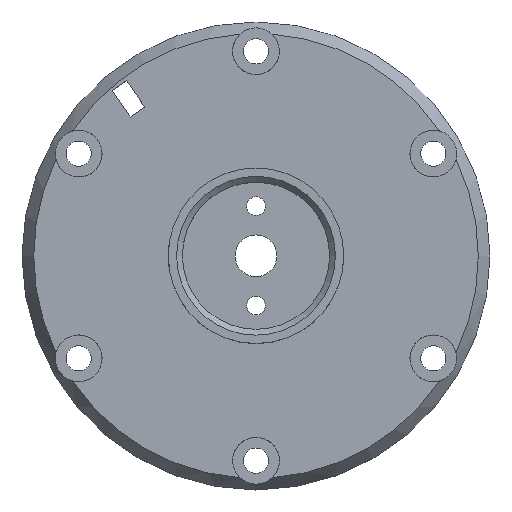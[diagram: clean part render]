
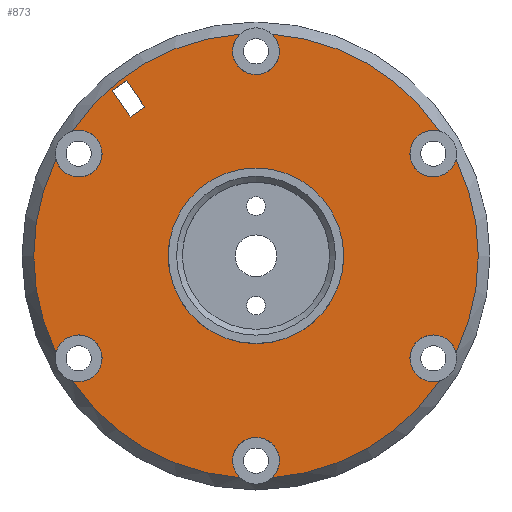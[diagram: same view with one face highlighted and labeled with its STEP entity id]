
A CAD part, top view. The second image highlights one B-rep face of the part: STEP entity #873.
In plain terms, the highlighted planar face has unit normal (0, 0, 1).
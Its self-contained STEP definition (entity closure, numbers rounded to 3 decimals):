
#26=FACE_BOUND('',#224,.T.);
#27=FACE_BOUND('',#225,.T.);
#73=CIRCLE('',#965,15.);
#74=CIRCLE('',#966,15.);
#75=CIRCLE('',#968,38.);
#78=CIRCLE('',#971,38.);
#79=CIRCLE('',#972,38.);
#80=CIRCLE('',#973,38.);
#81=CIRCLE('',#974,38.);
#82=CIRCLE('',#975,38.);
#83=CIRCLE('',#976,38.);
#84=CIRCLE('',#978,4.);
#87=CIRCLE('',#981,4.);
#88=CIRCLE('',#983,4.);
#91=CIRCLE('',#986,4.);
#92=CIRCLE('',#988,4.);
#93=CIRCLE('',#989,4.);
#94=CIRCLE('',#990,4.);
#95=CIRCLE('',#991,4.);
#96=CIRCLE('',#992,4.);
#97=CIRCLE('',#993,4.);
#98=CIRCLE('',#994,4.);
#99=CIRCLE('',#995,4.);
#135=PLANE('',#987);
#168=FACE_OUTER_BOUND('',#223,.T.);
#223=EDGE_LOOP('',(#710,#711,#712,#713,#714,#715,#716,#717,#718,#719,#720,
#721,#722,#723,#724,#725,#726,#727,#728));
#224=EDGE_LOOP('',(#729,#730,#731,#732));
#225=EDGE_LOOP('',(#733,#734));
#259=LINE('',#1407,#298);
#263=LINE('',#1415,#302);
#266=LINE('',#1421,#305);
#269=LINE('',#1426,#308);
#298=VECTOR('',#1043,10.);
#302=VECTOR('',#1049,10.);
#305=VECTOR('',#1054,10.);
#308=VECTOR('',#1059,10.);
#350=VERTEX_POINT('',#1405);
#351=VERTEX_POINT('',#1406);
#354=VERTEX_POINT('',#1414);
#356=VERTEX_POINT('',#1420);
#389=VERTEX_POINT('',#1518);
#390=VERTEX_POINT('',#1520);
#391=VERTEX_POINT('',#1524);
#392=VERTEX_POINT('',#1525);
#393=VERTEX_POINT('',#1544);
#396=VERTEX_POINT('',#1551);
#397=VERTEX_POINT('',#1553);
#398=VERTEX_POINT('',#1572);
#399=VERTEX_POINT('',#1574);
#400=VERTEX_POINT('',#1593);
#401=VERTEX_POINT('',#1595);
#402=VERTEX_POINT('',#1614);
#403=VERTEX_POINT('',#1616);
#404=VERTEX_POINT('',#1635);
#405=VERTEX_POINT('',#1637);
#406=VERTEX_POINT('',#1658);
#409=VERTEX_POINT('',#1667);
#412=VERTEX_POINT('',#1676);
#413=VERTEX_POINT('',#1679);
#414=VERTEX_POINT('',#1682);
#415=VERTEX_POINT('',#1685);
#443=EDGE_CURVE('',#350,#351,#259,.T.);
#447=EDGE_CURVE('',#351,#354,#263,.T.);
#450=EDGE_CURVE('',#354,#356,#266,.T.);
#453=EDGE_CURVE('',#356,#350,#269,.T.);
#498=EDGE_CURVE('',#390,#389,#73,.T.);
#499=EDGE_CURVE('',#389,#390,#74,.T.);
#501=EDGE_CURVE('',#391,#393,#75,.T.);
#505=EDGE_CURVE('',#393,#396,#78,.T.);
#507=EDGE_CURVE('',#397,#398,#79,.T.);
#509=EDGE_CURVE('',#399,#400,#80,.T.);
#511=EDGE_CURVE('',#401,#402,#81,.T.);
#513=EDGE_CURVE('',#403,#404,#82,.T.);
#515=EDGE_CURVE('',#405,#392,#83,.T.);
#516=EDGE_CURVE('',#406,#396,#84,.T.);
#520=EDGE_CURVE('',#397,#406,#87,.T.);
#521=EDGE_CURVE('',#409,#392,#88,.T.);
#525=EDGE_CURVE('',#391,#409,#91,.T.);
#526=EDGE_CURVE('',#405,#412,#92,.T.);
#527=EDGE_CURVE('',#412,#404,#93,.T.);
#528=EDGE_CURVE('',#403,#413,#94,.T.);
#529=EDGE_CURVE('',#413,#402,#95,.T.);
#530=EDGE_CURVE('',#401,#414,#96,.T.);
#531=EDGE_CURVE('',#414,#400,#97,.T.);
#532=EDGE_CURVE('',#399,#415,#98,.T.);
#533=EDGE_CURVE('',#415,#398,#99,.T.);
#710=ORIENTED_EDGE('',*,*,#507,.F.);
#711=ORIENTED_EDGE('',*,*,#520,.T.);
#712=ORIENTED_EDGE('',*,*,#516,.T.);
#713=ORIENTED_EDGE('',*,*,#505,.F.);
#714=ORIENTED_EDGE('',*,*,#501,.F.);
#715=ORIENTED_EDGE('',*,*,#525,.T.);
#716=ORIENTED_EDGE('',*,*,#521,.T.);
#717=ORIENTED_EDGE('',*,*,#515,.F.);
#718=ORIENTED_EDGE('',*,*,#526,.T.);
#719=ORIENTED_EDGE('',*,*,#527,.T.);
#720=ORIENTED_EDGE('',*,*,#513,.F.);
#721=ORIENTED_EDGE('',*,*,#528,.T.);
#722=ORIENTED_EDGE('',*,*,#529,.T.);
#723=ORIENTED_EDGE('',*,*,#511,.F.);
#724=ORIENTED_EDGE('',*,*,#530,.T.);
#725=ORIENTED_EDGE('',*,*,#531,.T.);
#726=ORIENTED_EDGE('',*,*,#509,.F.);
#727=ORIENTED_EDGE('',*,*,#532,.T.);
#728=ORIENTED_EDGE('',*,*,#533,.T.);
#729=ORIENTED_EDGE('',*,*,#450,.T.);
#730=ORIENTED_EDGE('',*,*,#453,.T.);
#731=ORIENTED_EDGE('',*,*,#443,.T.);
#732=ORIENTED_EDGE('',*,*,#447,.T.);
#733=ORIENTED_EDGE('',*,*,#498,.T.);
#734=ORIENTED_EDGE('',*,*,#499,.T.);
#873=ADVANCED_FACE('',(#168,#26,#27),#135,.T.);
#965=AXIS2_PLACEMENT_3D('',#1521,#1169,#1170);
#966=AXIS2_PLACEMENT_3D('',#1522,#1171,#1172);
#968=AXIS2_PLACEMENT_3D('',#1545,#1175,#1176);
#971=AXIS2_PLACEMENT_3D('',#1552,#1182,#1183);
#972=AXIS2_PLACEMENT_3D('',#1573,#1184,#1185);
#973=AXIS2_PLACEMENT_3D('',#1594,#1186,#1187);
#974=AXIS2_PLACEMENT_3D('',#1615,#1188,#1189);
#975=AXIS2_PLACEMENT_3D('',#1636,#1190,#1191);
#976=AXIS2_PLACEMENT_3D('',#1656,#1192,#1193);
#978=AXIS2_PLACEMENT_3D('',#1659,#1196,#1197);
#981=AXIS2_PLACEMENT_3D('',#1665,#1203,#1204);
#983=AXIS2_PLACEMENT_3D('',#1668,#1207,#1208);
#986=AXIS2_PLACEMENT_3D('',#1674,#1214,#1215);
#987=AXIS2_PLACEMENT_3D('',#1675,#1216,#1217);
#988=AXIS2_PLACEMENT_3D('',#1677,#1218,#1219);
#989=AXIS2_PLACEMENT_3D('',#1678,#1220,#1221);
#990=AXIS2_PLACEMENT_3D('',#1680,#1222,#1223);
#991=AXIS2_PLACEMENT_3D('',#1681,#1224,#1225);
#992=AXIS2_PLACEMENT_3D('',#1683,#1226,#1227);
#993=AXIS2_PLACEMENT_3D('',#1684,#1228,#1229);
#994=AXIS2_PLACEMENT_3D('',#1686,#1230,#1231);
#995=AXIS2_PLACEMENT_3D('',#1687,#1232,#1233);
#1043=DIRECTION('',(-0.567,0.824,0.));
#1049=DIRECTION('',(0.824,0.567,0.));
#1054=DIRECTION('',(0.567,-0.824,0.));
#1059=DIRECTION('',(-0.824,-0.567,0.));
#1169=DIRECTION('center_axis',(0.,0.,-1.));
#1170=DIRECTION('ref_axis',(1.,0.,0.));
#1171=DIRECTION('center_axis',(0.,0.,-1.));
#1172=DIRECTION('ref_axis',(1.,0.,0.));
#1175=DIRECTION('center_axis',(0.,0.,-1.));
#1176=DIRECTION('ref_axis',(-1.,0.,0.));
#1182=DIRECTION('center_axis',(0.,0.,-1.));
#1183=DIRECTION('ref_axis',(-1.,0.,0.));
#1184=DIRECTION('center_axis',(0.,0.,-1.));
#1185=DIRECTION('ref_axis',(-1.,0.,0.));
#1186=DIRECTION('center_axis',(0.,0.,-1.));
#1187=DIRECTION('ref_axis',(-1.,0.,0.));
#1188=DIRECTION('center_axis',(0.,0.,-1.));
#1189=DIRECTION('ref_axis',(-1.,0.,0.));
#1190=DIRECTION('center_axis',(0.,0.,-1.));
#1191=DIRECTION('ref_axis',(-1.,0.,0.));
#1192=DIRECTION('center_axis',(0.,0.,-1.));
#1193=DIRECTION('ref_axis',(-1.,0.,0.));
#1196=DIRECTION('center_axis',(0.,0.,-1.));
#1197=DIRECTION('ref_axis',(-0.5,-0.866,0.));
#1203=DIRECTION('center_axis',(0.,0.,-1.));
#1204=DIRECTION('ref_axis',(-0.5,-0.866,0.));
#1207=DIRECTION('center_axis',(0.,0.,-1.));
#1208=DIRECTION('ref_axis',(0.5,-0.866,0.));
#1214=DIRECTION('center_axis',(0.,0.,-1.));
#1215=DIRECTION('ref_axis',(0.5,-0.866,0.));
#1216=DIRECTION('center_axis',(0.,0.,1.));
#1217=DIRECTION('ref_axis',(1.,0.,0.));
#1218=DIRECTION('center_axis',(0.,0.,-1.));
#1219=DIRECTION('ref_axis',(1.,0.,0.));
#1220=DIRECTION('center_axis',(0.,0.,-1.));
#1221=DIRECTION('ref_axis',(1.,0.,0.));
#1222=DIRECTION('center_axis',(0.,0.,-1.));
#1223=DIRECTION('ref_axis',(0.5,0.866,0.));
#1224=DIRECTION('center_axis',(0.,0.,-1.));
#1225=DIRECTION('ref_axis',(0.5,0.866,0.));
#1226=DIRECTION('center_axis',(0.,0.,-1.));
#1227=DIRECTION('ref_axis',(-0.5,0.866,0.));
#1228=DIRECTION('center_axis',(0.,0.,-1.));
#1229=DIRECTION('ref_axis',(-0.5,0.866,0.));
#1230=DIRECTION('center_axis',(0.,0.,-1.));
#1231=DIRECTION('ref_axis',(-1.,0.,0.));
#1232=DIRECTION('center_axis',(0.,0.,-1.));
#1233=DIRECTION('ref_axis',(-1.,0.,0.));
#1405=CARTESIAN_POINT('',(-21.493,23.753,5.));
#1406=CARTESIAN_POINT('',(-24.609,28.285,5.));
#1407=CARTESIAN_POINT('',(-14.056,12.938,5.));
#1414=CARTESIAN_POINT('',(-22.137,29.984,5.));
#1415=CARTESIAN_POINT('',(-21.622,30.339,5.));
#1420=CARTESIAN_POINT('',(-19.021,25.453,5.));
#1421=CARTESIAN_POINT('',(-10.025,12.372,5.));
#1426=CARTESIAN_POINT('',(-19.742,24.957,5.));
#1518=CARTESIAN_POINT('',(-15.,0.,5.));
#1520=CARTESIAN_POINT('',(15.,0.,5.));
#1521=CARTESIAN_POINT('Origin',(0.,0.,5.));
#1522=CARTESIAN_POINT('Origin',(0.,0.,5.));
#1524=CARTESIAN_POINT('',(34.2,16.564,5.));
#1525=CARTESIAN_POINT('',(31.445,21.336,5.));
#1544=CARTESIAN_POINT('',(38.,0.,5.));
#1545=CARTESIAN_POINT('Origin',(0.,0.,5.));
#1551=CARTESIAN_POINT('',(34.2,-16.564,5.));
#1552=CARTESIAN_POINT('Origin',(0.,0.,5.));
#1553=CARTESIAN_POINT('',(31.445,-21.336,5.));
#1572=CARTESIAN_POINT('',(2.755,-37.9,5.));
#1573=CARTESIAN_POINT('Origin',(0.,0.,5.));
#1574=CARTESIAN_POINT('',(-2.755,-37.9,5.));
#1593=CARTESIAN_POINT('',(-31.445,-21.336,5.));
#1594=CARTESIAN_POINT('Origin',(0.,0.,5.));
#1595=CARTESIAN_POINT('',(-34.2,-16.564,5.));
#1614=CARTESIAN_POINT('',(-34.2,16.564,5.));
#1615=CARTESIAN_POINT('Origin',(0.,0.,5.));
#1616=CARTESIAN_POINT('',(-31.445,21.336,5.));
#1635=CARTESIAN_POINT('',(-2.755,37.9,5.));
#1636=CARTESIAN_POINT('Origin',(0.,0.,5.));
#1637=CARTESIAN_POINT('',(2.755,37.9,5.));
#1656=CARTESIAN_POINT('Origin',(0.,0.,5.));
#1658=CARTESIAN_POINT('',(32.311,-14.036,5.));
#1659=CARTESIAN_POINT('Origin',(30.311,-17.5,5.));
#1665=CARTESIAN_POINT('Origin',(30.311,-17.5,5.));
#1667=CARTESIAN_POINT('',(28.311,20.964,5.));
#1668=CARTESIAN_POINT('Origin',(30.311,17.5,5.));
#1674=CARTESIAN_POINT('Origin',(30.311,17.5,5.));
#1675=CARTESIAN_POINT('Origin',(0.,0.,5.));
#1676=CARTESIAN_POINT('',(-4.,35.,5.));
#1677=CARTESIAN_POINT('Origin',(0.,35.,5.));
#1678=CARTESIAN_POINT('Origin',(0.,35.,5.));
#1679=CARTESIAN_POINT('',(-32.311,14.036,5.));
#1680=CARTESIAN_POINT('Origin',(-30.311,17.5,5.));
#1681=CARTESIAN_POINT('Origin',(-30.311,17.5,5.));
#1682=CARTESIAN_POINT('',(-28.311,-20.964,5.));
#1683=CARTESIAN_POINT('Origin',(-30.311,-17.5,5.));
#1684=CARTESIAN_POINT('Origin',(-30.311,-17.5,5.));
#1685=CARTESIAN_POINT('',(4.,-35.,5.));
#1686=CARTESIAN_POINT('Origin',(0.,-35.,5.));
#1687=CARTESIAN_POINT('Origin',(0.,-35.,5.));
